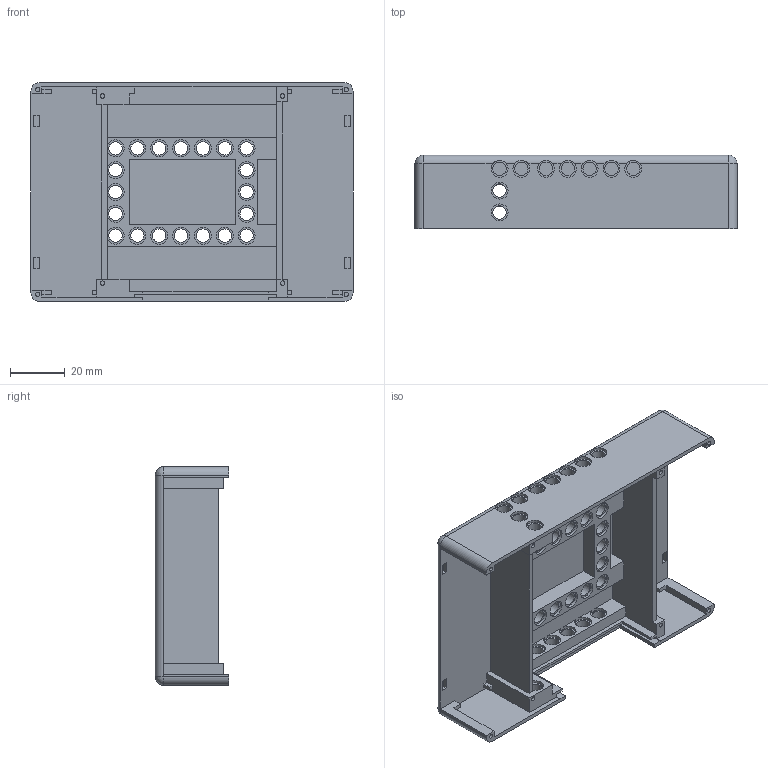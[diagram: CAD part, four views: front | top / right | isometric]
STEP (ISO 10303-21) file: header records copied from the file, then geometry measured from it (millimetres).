
FILE_DESCRIPTION(/* description */ ('','CAx-IF Rec.Pracs.---Representation and Presentation of Product Manufacturing Information (PMI)---4.0---2014-10-13'),/* implementation_level */ '2;1');
FILE_NAME(/* name */ 'bottom.step',/* time_stamp */ '2025-07-27T12:04:02+03:00',/* author */ (''),/* organization */ (''),/* preprocessor_version */ 'ST-DEVELOPER v20',/* originating_system */ 'Autodesk Translation Framework v13.20.0.188',/* authorisation */ '');
FILE_SCHEMA (('AP242_MANAGED_MODEL_BASED_3D_ENGINEERING_MIM_LF { 1 0 10303 442 1 1 4 }'));
Length unit declared in the file: millimetre
Products named in the file (1): box_product_animation_new
Bounding box: 118 x 26.9 x 80 mm (x, y, z)
Volume: 47224.9 mm3; surface area: 41993.3 mm2
Topology: 1 solids, 1 shells, 347 faces, 857 edges, 565 vertices
Faces by surface type: plane 212, cylinder 131, sphere 4
Full cylindrical faces by diameter (mm): 1.6 x8, 4.9 x38, 6.2 x55
Entity records: 10713 total; most frequent: CARTESIAN_POINT 2022, DIRECTION 1821, ORIENTED_EDGE 1714, EDGE_CURVE 857, AXIS2_PLACEMENT_3D 630, VERTEX_POINT 565, LINE 561, VECTOR 561
